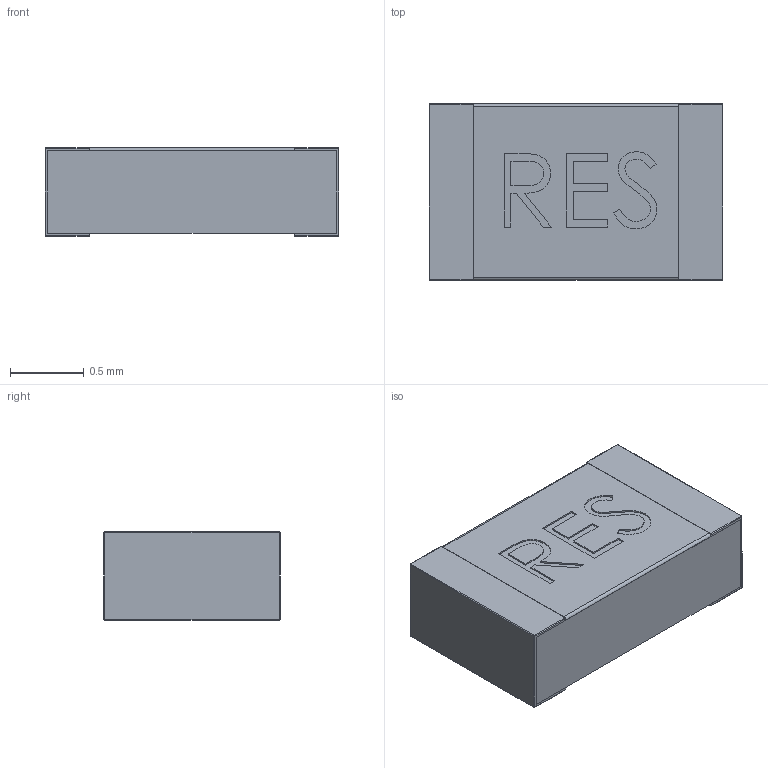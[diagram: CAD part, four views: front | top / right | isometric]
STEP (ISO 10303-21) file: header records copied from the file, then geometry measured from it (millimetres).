
FILE_DESCRIPTION (( 'STEP AP214' ), '1' );
FILE_NAME ('User Library-RESC2012X___.STEP', '2015-07-29T12:41:06', ( 'Windows User' ), ( '' ), 'SwSTEP 2.0', 'SolidWorks 2015', '' );
FILE_SCHEMA (( 'AUTOMOTIVE_DESIGN' ));
Length unit declared in the file: millimetre
Products named in the file (1): User Library-RESC2012X___
Bounding box: 2 x 1.2 x 0.6 mm (x, y, z)
Volume: 1.4 mm3; surface area: 17.5 mm2
Topology: 4 solids, 4 shells, 107 faces, 269 edges, 166 vertices
Faces by surface type: plane 61, bspline 20, cylinder 18, sphere 8
Entity records: 5220 total; most frequent: CARTESIAN_POINT 1611, ORIENTED_EDGE 522, DIRECTION 433, EDGE_CURVE 261, VECTOR 185, LINE 185, VERTEX_POINT 166, AXIS2_PLACEMENT_3D 124
